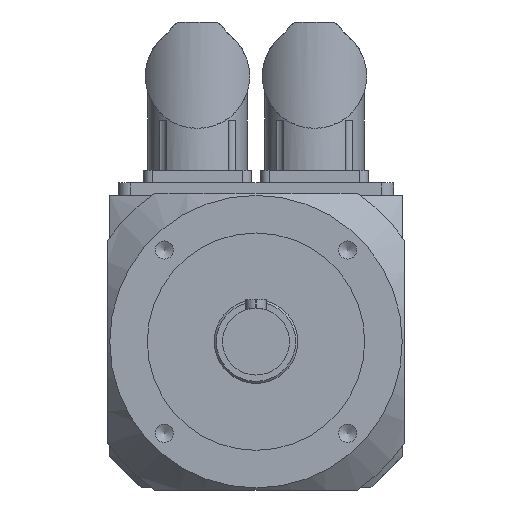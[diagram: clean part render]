
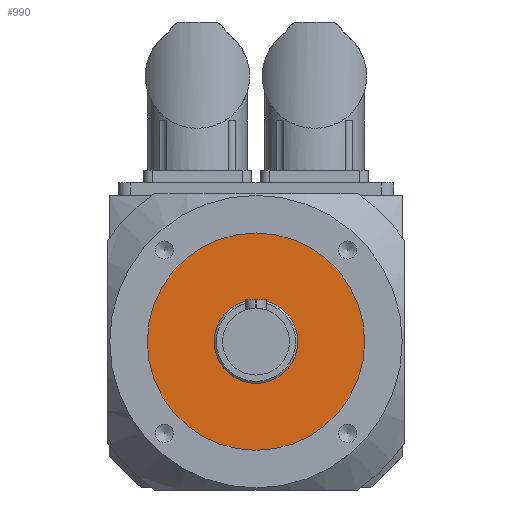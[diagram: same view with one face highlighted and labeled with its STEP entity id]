
A CAD part, front view. The second image highlights one B-rep face of the part: STEP entity #990.
In plain terms, the highlighted face is planar.
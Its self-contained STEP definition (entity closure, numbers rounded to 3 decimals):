
#380=FACE_BOUND('',#1673,.T.);
#692=CIRCLE('',#5596,10.);
#693=CIRCLE('',#5598,26.);
#990=ADVANCED_FACE('',(#380,#1374),#1124,.T.);
#1124=PLANE('',#5599);
#1374=FACE_OUTER_BOUND('',#1674,.T.);
#1673=EDGE_LOOP('',(#3222));
#1674=EDGE_LOOP('',(#3223));
#3222=ORIENTED_EDGE('',*,*,#4536,.F.);
#3223=ORIENTED_EDGE('',*,*,#4537,.T.);
#3824=VERTEX_POINT('',#9161);
#3825=VERTEX_POINT('',#9164);
#4536=EDGE_CURVE('',#3824,#3824,#692,.T.);
#4537=EDGE_CURVE('',#3825,#3825,#693,.T.);
#5596=AXIS2_PLACEMENT_3D('',#9160,#6895,#6896);
#5598=AXIS2_PLACEMENT_3D('',#9163,#6899,#6900);
#5599=AXIS2_PLACEMENT_3D('',#9165,#6901,#6902);
#6895=DIRECTION('',(0.,0.,-1.));
#6896=DIRECTION('',(-1.,0.,0.));
#6899=DIRECTION('',(0.,0.,-1.));
#6900=DIRECTION('',(-1.,0.,0.));
#6901=DIRECTION('',(0.,0.,-1.));
#6902=DIRECTION('',(-1.,0.,0.));
#9160=CARTESIAN_POINT('',(0.,0.,-53.));
#9161=CARTESIAN_POINT('',(-10.,0.,-53.));
#9163=CARTESIAN_POINT('',(0.,0.,-53.));
#9164=CARTESIAN_POINT('',(-26.,0.,-53.));
#9165=CARTESIAN_POINT('',(0.,0.,-53.));
